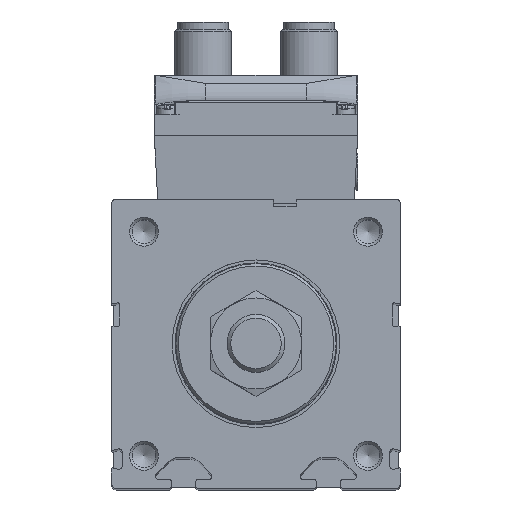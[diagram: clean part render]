
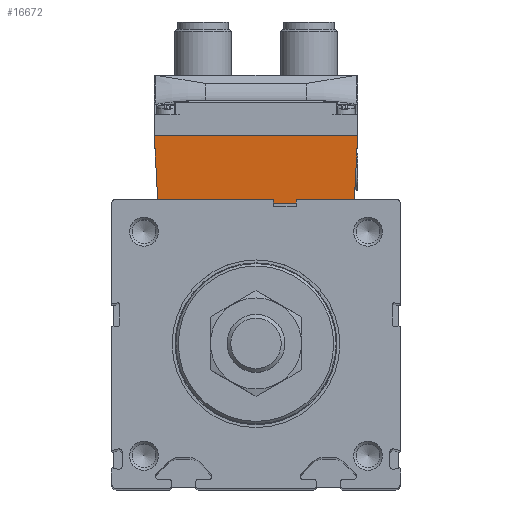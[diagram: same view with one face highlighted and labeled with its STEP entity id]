
A CAD part, top view. The second image highlights one B-rep face of the part: STEP entity #16672.
In plain terms, the highlighted planar face has unit normal (0, -0.052, 0.999).
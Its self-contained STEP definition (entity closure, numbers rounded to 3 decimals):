
#5882=ORIENTED_EDGE('',*,*,#7477,.T.);
#5883=ORIENTED_EDGE('',*,*,#7468,.F.);
#5884=ORIENTED_EDGE('',*,*,#7437,.F.);
#5885=ORIENTED_EDGE('',*,*,#7642,.F.);
#5886=ORIENTED_EDGE('',*,*,#7441,.F.);
#5887=ORIENTED_EDGE('',*,*,#7465,.F.);
#7437=EDGE_CURVE('',#9437,#9438,#10722,.T.);
#7441=EDGE_CURVE('',#9441,#9442,#10726,.T.);
#7465=EDGE_CURVE('',#9464,#9441,#10740,.T.);
#7468=EDGE_CURVE('',#9438,#9465,#10743,.T.);
#7477=EDGE_CURVE('',#9464,#9465,#10752,.T.);
#7642=EDGE_CURVE('',#9442,#9437,#10842,.T.);
#9437=VERTEX_POINT('',#30391);
#9438=VERTEX_POINT('',#30393);
#9441=VERTEX_POINT('',#30400);
#9442=VERTEX_POINT('',#30402);
#9464=VERTEX_POINT('',#30448);
#9465=VERTEX_POINT('',#30452);
#10722=LINE('',#30392,#11914);
#10726=LINE('',#30401,#11918);
#10740=LINE('',#30449,#11932);
#10743=LINE('',#30455,#11935);
#10752=LINE('',#30472,#11944);
#10842=LINE('',#30887,#12034);
#11914=VECTOR('',#24877,1000.);
#11918=VECTOR('',#24883,1000.);
#11932=VECTOR('',#24919,1000.);
#11935=VECTOR('',#24924,1000.);
#11944=VECTOR('',#24937,1000.);
#12034=VECTOR('',#25187,1000.);
#13883=EDGE_LOOP('',(#5882,#5883,#5884,#5885,#5886,#5887));
#15225=FACE_BOUND('',#13883,.T.);
#15695=PLANE('',#22256);
#16672=ADVANCED_FACE('',(#15225),#15695,.T.);
#22256=AXIS2_PLACEMENT_3D('',#32574,#27067,#27068);
#24877=DIRECTION('',(-1.,0.,0.));
#24883=DIRECTION('',(-1.,0.,0.));
#24919=DIRECTION('',(-0.052,-0.997,-0.052));
#24924=DIRECTION('',(-0.052,0.997,0.052));
#24937=DIRECTION('',(-1.,0.,0.));
#25187=DIRECTION('',(-1.,0.,0.));
#27067=DIRECTION('',(0.,-0.052,0.999));
#27068=DIRECTION('',(0.,-0.999,-0.052));
#30391=CARTESIAN_POINT('',(-16.8,28.3,-8.602));
#30392=CARTESIAN_POINT('',(21.1,28.3,-8.602));
#30393=CARTESIAN_POINT('',(-20.298,28.3,-8.602));
#30400=CARTESIAN_POINT('',(20.298,28.3,-8.602));
#30401=CARTESIAN_POINT('',(21.1,28.3,-8.602));
#30402=CARTESIAN_POINT('',(16.8,28.3,-8.602));
#30448=CARTESIAN_POINT('',(21.1,43.6,-7.8));
#30449=CARTESIAN_POINT('',(21.115,43.887,-7.785));
#30452=CARTESIAN_POINT('',(-21.1,43.6,-7.8));
#30455=CARTESIAN_POINT('',(-20.315,28.628,-8.585));
#30472=CARTESIAN_POINT('',(21.1,43.6,-7.8));
#30887=CARTESIAN_POINT('',(21.1,28.3,-8.602));
#32574=CARTESIAN_POINT('',(21.1,28.3,-8.602));
